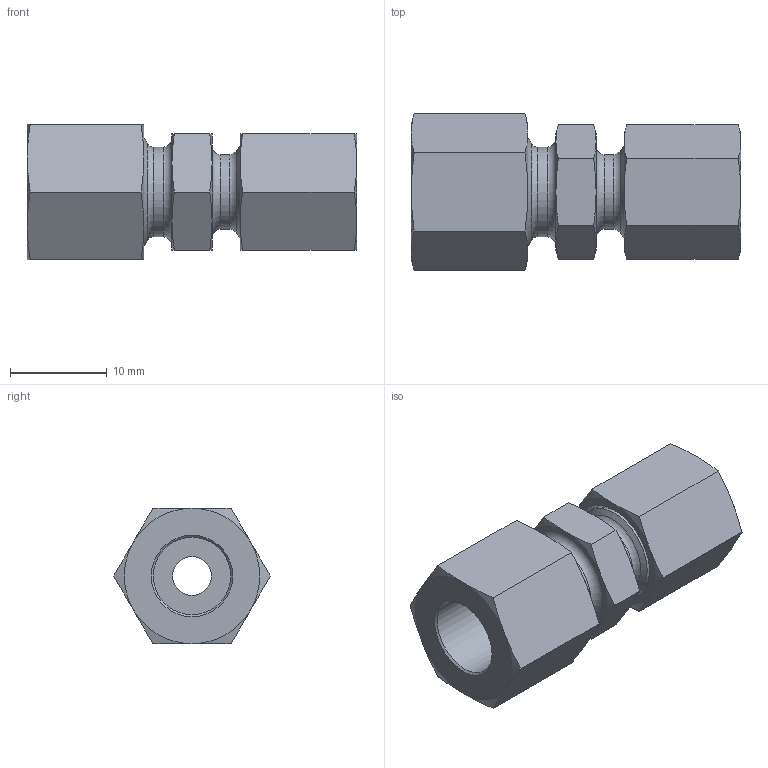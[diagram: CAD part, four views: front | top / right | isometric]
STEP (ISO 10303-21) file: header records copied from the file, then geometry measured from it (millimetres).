
FILE_DESCRIPTION(( 'OX.14.08.06.stp' ), '1');
FILE_NAME( 'OX.14.08.06.stp', '2021-02-26T18:20:17',( 'Sopra'),('sopra-pneumatic.com'), 'SwSTEP 2.0','SolidWorks 2009','' );
FILE_SCHEMA( ( 'CONFIG_CONTROL_DESIGN' ) );
Length unit declared in the file: millimetre
Products named in the file (1): _GR-08/06LL 708.1024.140.10
Bounding box: 34 x 16.17 x 14 mm (x, y, z)
Volume: 3363 mm3; surface area: 2602.2 mm2
Topology: 1 solids, 1 shells, 79 faces, 165 edges, 94 vertices
Faces by surface type: cone 42, plane 26, cylinder 7, torus 4
Full cylindrical faces by diameter (mm): 4 x1, 6 x1, 7.68 x1, 8 x1, 9.28 x1, 9.737 x1, 11.256 x1
Entity records: 2112 total; most frequent: CARTESIAN_POINT 562, ORIENTED_EDGE 296, DIRECTION 294, EDGE_CURVE 148, AXIS2_PLACEMENT_3D 138, EDGE_LOOP 104, VERTEX_POINT 94, FACE_OUTER_BOUND 90
